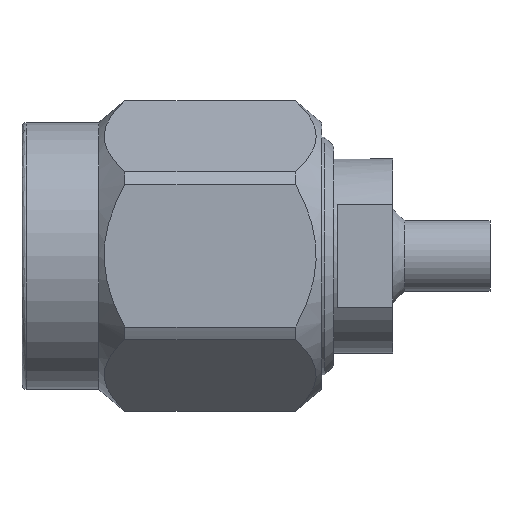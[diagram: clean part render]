
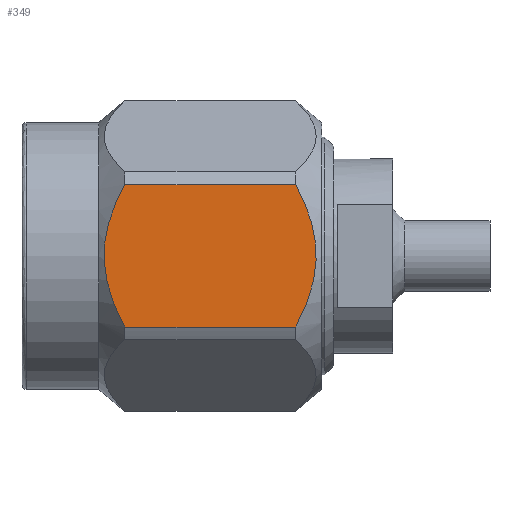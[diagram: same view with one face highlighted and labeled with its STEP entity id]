
A CAD part, top view. The second image highlights one B-rep face of the part: STEP entity #349.
In plain terms, the highlighted planar face has unit normal (0, 0, 1).
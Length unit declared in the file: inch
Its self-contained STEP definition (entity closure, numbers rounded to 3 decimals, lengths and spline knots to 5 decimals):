
#4 = CARTESIAN_POINT ( 'NONE',  ( 0.30983, 0.0807, 0.15625 ) ) ;
#58 = ORIENTED_EDGE ( 'NONE', *, *, #165, .F. ) ;
#142 = CARTESIAN_POINT ( 'NONE',  ( 0.3326, -0.01431, 0.15625 ) ) ;
#165 = EDGE_CURVE ( 'NONE', #2070, #841, #664, .T. ) ;
#171 = CARTESIAN_POINT ( 'NONE',  ( 0.09355, 0.01396, 0.15625 ) ) ;
#231 = FACE_OUTER_BOUND ( 'NONE', #1759, .T. ) ;
#349 = ADVANCED_FACE ( 'NONE', ( #231 ), #1816, .T. ) ;
#360 = CARTESIAN_POINT ( 'NONE',  ( 0.09358, -0.01431, 0.15625 ) ) ;
#472 = DIRECTION ( 'NONE',  ( 0., 0., 1. ) ) ;
#559 = CARTESIAN_POINT ( 'NONE',  ( 0.10369, 0.0553, 0.15625 ) ) ;
#560 = CARTESIAN_POINT ( 'NONE',  ( 0.32874, 0.03498, 0.15625 ) ) ;
#571 = CARTESIAN_POINT ( 'NONE',  ( 0.33041, 0.02799, 0.15625 ) ) ;
#582 = VECTOR ( 'NONE', #1920, 39.37008 ) ;
#664 = B_SPLINE_CURVE_WITH_KNOTS ( 'NONE', 3,
 ( #2306, #1923, #2110, #1334, #2511, #360, #1521, #1139, #171, #958, #760, #559, #1830, #830 ),
 .UNSPECIFIED., .F., .F.,
 ( 4, 2, 2, 2, 2, 2, 4 ),
 ( 0., 0.00107, 0.0016, 0.00214, 0.00267, 0.00321, 0.00428 ),
 .UNSPECIFIED. ) ;
#707 = ORIENTED_EDGE ( 'NONE', *, *, #2456, .T. ) ;
#726 = CARTESIAN_POINT ( 'NONE',  ( 0.30983, -0.0807, 0.15625 ) ) ;
#740 = AXIS2_PLACEMENT_3D ( 'NONE', #2218, #472, #2203 ) ;
#749 = VECTOR ( 'NONE', #1145, 39.37008 ) ;
#760 = CARTESIAN_POINT ( 'NONE',  ( 0.09744, 0.03498, 0.15625 ) ) ;
#762 = CARTESIAN_POINT ( 'NONE',  ( 0.32867, -0.03526, 0.15625 ) ) ;
#830 = CARTESIAN_POINT ( 'NONE',  ( 0.11636, 0.0807, 0.15625 ) ) ;
#841 = VERTEX_POINT ( 'NONE', #1846 ) ;
#958 = CARTESIAN_POINT ( 'NONE',  ( 0.09577, 0.02799, 0.15625 ) ) ;
#1056 = VERTEX_POINT ( 'NONE', #1633 ) ;
#1092 = CARTESIAN_POINT ( 'NONE',  ( 0.40673, 0.0807, 0.15625 ) ) ;
#1139 = CARTESIAN_POINT ( 'NONE',  ( 0.09298, 0.00692, 0.15625 ) ) ;
#1145 = DIRECTION ( 'NONE',  ( 1., 0., 0. ) ) ;
#1154 = CARTESIAN_POINT ( 'NONE',  ( 0.30983, -0.0807, 0.15625 ) ) ;
#1164 = CARTESIAN_POINT ( 'NONE',  ( 0.33264, 0.01396, 0.15625 ) ) ;
#1174 = LINE ( 'NONE', #1092, #582 ) ;
#1334 = CARTESIAN_POINT ( 'NONE',  ( 0.09751, -0.03526, 0.15625 ) ) ;
#1337 = EDGE_CURVE ( 'NONE', #2070, #1767, #1677, .T. ) ;
#1475 = ORIENTED_EDGE ( 'NONE', *, *, #1337, .T. ) ;
#1521 = CARTESIAN_POINT ( 'NONE',  ( 0.093, -0.00719, 0.15625 ) ) ;
#1633 = CARTESIAN_POINT ( 'NONE',  ( 0.30983, 0.0807, 0.15625 ) ) ;
#1677 = LINE ( 'NONE', #2282, #749 ) ;
#1718 = CARTESIAN_POINT ( 'NONE',  ( 0.32245, -0.05539, 0.15625 ) ) ;
#1759 = EDGE_LOOP ( 'NONE', ( #707, #58, #1475, #2164 ) ) ;
#1767 = VERTEX_POINT ( 'NONE', #726 ) ;
#1816 = PLANE ( 'NONE',  #740 ) ;
#1830 = CARTESIAN_POINT ( 'NONE',  ( 0.10952, 0.06819, 0.15625 ) ) ;
#1846 = CARTESIAN_POINT ( 'NONE',  ( 0.11636, 0.0807, 0.15625 ) ) ;
#1892 = CARTESIAN_POINT ( 'NONE',  ( 0.33033, -0.0284, 0.15625 ) ) ;
#1920 = DIRECTION ( 'NONE',  ( -1., 0., 0. ) ) ;
#1923 = CARTESIAN_POINT ( 'NONE',  ( 0.10954, -0.06822, 0.15625 ) ) ;
#1924 = CARTESIAN_POINT ( 'NONE',  ( 0.3332, 0.00692, 0.15625 ) ) ;
#1936 = CARTESIAN_POINT ( 'NONE',  ( 0.31665, -0.06822, 0.15625 ) ) ;
#2070 = VERTEX_POINT ( 'NONE', #2153 ) ;
#2110 = CARTESIAN_POINT ( 'NONE',  ( 0.10374, -0.05539, 0.15625 ) ) ;
#2153 = CARTESIAN_POINT ( 'NONE',  ( 0.11636, -0.0807, 0.15625 ) ) ;
#2164 = ORIENTED_EDGE ( 'NONE', *, *, #2374, .T. ) ;
#2203 = DIRECTION ( 'NONE',  ( 0., -1., 0. ) ) ;
#2218 = CARTESIAN_POINT ( 'NONE',  ( 0.40673, -0.09021, 0.15625 ) ) ;
#2282 = CARTESIAN_POINT ( 'NONE',  ( 0.40673, -0.0807, 0.15625 ) ) ;
#2293 = CARTESIAN_POINT ( 'NONE',  ( 0.31666, 0.06819, 0.15625 ) ) ;
#2306 = CARTESIAN_POINT ( 'NONE',  ( 0.11636, -0.0807, 0.15625 ) ) ;
#2308 = CARTESIAN_POINT ( 'NONE',  ( 0.33319, -0.00719, 0.15625 ) ) ;
#2374 = EDGE_CURVE ( 'NONE', #1767, #1056, #2524, .T. ) ;
#2456 = EDGE_CURVE ( 'NONE', #1056, #841, #1174, .T. ) ;
#2491 = CARTESIAN_POINT ( 'NONE',  ( 0.32249, 0.0553, 0.15625 ) ) ;
#2511 = CARTESIAN_POINT ( 'NONE',  ( 0.09586, -0.0284, 0.15625 ) ) ;
#2524 = B_SPLINE_CURVE_WITH_KNOTS ( 'NONE', 3,
 ( #1154, #1936, #1718, #762, #1892, #142, #2308, #1924, #1164, #571, #560, #2491, #2293, #4 ),
 .UNSPECIFIED., .F., .F.,
 ( 4, 2, 2, 2, 2, 2, 4 ),
 ( 0., 0.00107, 0.0016, 0.00214, 0.00267, 0.00321, 0.00428 ),
 .UNSPECIFIED. ) ;
